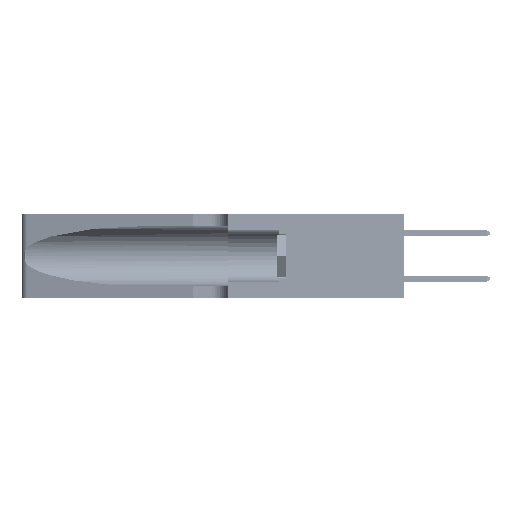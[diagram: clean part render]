
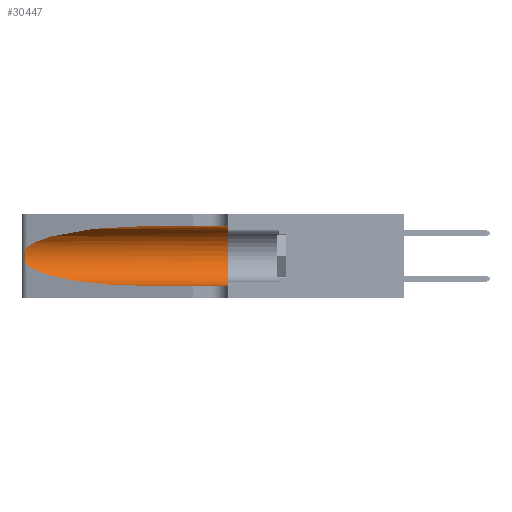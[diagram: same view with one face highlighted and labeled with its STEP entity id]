
A CAD part, left-side view. The second image highlights one B-rep face of the part: STEP entity #30447.
In plain terms, the highlighted cylindrical face has radius 3.308 mm (diameter 6.617 mm), a partial arc.
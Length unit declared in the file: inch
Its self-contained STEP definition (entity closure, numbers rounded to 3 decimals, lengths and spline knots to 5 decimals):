
#96 = VERTEX_POINT ( 'NONE', #47767 ) ;
#2038 = CARTESIAN_POINT ( 'NONE',  ( 0.1305, 0.35, 0.31525 ) ) ;
#2789 = VERTEX_POINT ( 'NONE', #49739 ) ;
#3745 = CARTESIAN_POINT ( 'NONE',  ( 0.1305, 1.61858, 0.05475 ) ) ;
#4629 = DIRECTION ( 'NONE',  ( 0., -1., 0. ) ) ;
#4975 = EDGE_CURVE ( 'NONE', #27910, #42360, #14667, .T. ) ;
#7958 = CARTESIAN_POINT ( 'NONE',  ( 0.25487, 1.22718, 0.14631 ) ) ;
#9205 = ORIENTED_EDGE ( 'NONE', *, *, #4975, .T. ) ;
#10349 = ORIENTED_EDGE ( 'NONE', *, *, #39917, .F. ) ;
#10398 = CARTESIAN_POINT ( 'NONE',  ( 0.26075, 1.23896, 0.19203 ) ) ;
#13246 = VERTEX_POINT ( 'NONE', #35972 ) ;
#13293 = ORIENTED_EDGE ( 'NONE', *, *, #26608, .T. ) ;
#14395 = CARTESIAN_POINT ( 'NONE',  ( 0.25854, 1.2359, 0.20912 ) ) ;
#14667 =( BOUNDED_CURVE ( )  B_SPLINE_CURVE ( 3, ( #51466, #35672, #31638, #43146 ),
 .UNSPECIFIED., .F., .T. ) 
 B_SPLINE_CURVE_WITH_KNOTS ( ( 4, 4 ),
 ( 1.5708, 2.84003 ),
 .UNSPECIFIED. ) 
 CURVE ( )  GEOMETRIC_REPRESENTATION_ITEM ( )  RATIONAL_B_SPLINE_CURVE ( ( 1., 0.87, 0.87, 1. ) ) 
 REPRESENTATION_ITEM ( '' )  );
#15974 = CARTESIAN_POINT ( 'NONE',  ( 0.25487, 1.22718, 0.14631 ) ) ;
#17233 = VERTEX_POINT ( 'NONE', #2038 ) ;
#17485 = LINE ( 'NONE', #48638, #43060 ) ;
#19097 = CARTESIAN_POINT ( 'NONE',  ( 0.26018, 1.23835, 0.19895 ) ) ;
#19265 = CYLINDRICAL_SURFACE ( 'NONE', #47171, 0.13025 ) ;
#19648 = ORIENTED_EDGE ( 'NONE', *, *, #41816, .T. ) ;
#21481 = CIRCLE ( 'NONE', #36737, 0.13025 ) ;
#21770 = DIRECTION ( 'NONE',  ( 0., 1., 0. ) ) ;
#22506 = EDGE_LOOP ( 'NONE', ( #9205, #13293, #31115, #19648, #10349, #42243 ) ) ;
#22809 = CARTESIAN_POINT ( 'NONE',  ( 0.25487, 1.22718, 0.22369 ) ) ;
#22911 = CARTESIAN_POINT ( 'NONE',  ( 0.1305, 1.61858, 0.185 ) ) ;
#23602 = DIRECTION ( 'NONE',  ( 0., 0., -1. ) ) ;
#26608 = EDGE_CURVE ( 'NONE', #42360, #13246, #33205, .T. ) ;
#26807 = CARTESIAN_POINT ( 'NONE',  ( 0.25639, 1.23184, 0.21858 ) ) ;
#27146 = CARTESIAN_POINT ( 'NONE',  ( 0.25555, 1.22993, 0.14849 ) ) ;
#27862 = CARTESIAN_POINT ( 'NONE',  ( 0.1305, 0.72297, 0.05475 ) ) ;
#27910 = VERTEX_POINT ( 'NONE', #32322 ) ;
#29378 =( BOUNDED_CURVE ( )  B_SPLINE_CURVE ( 3, ( #15974, #39703, #39363, #27862 ),
 .UNSPECIFIED., .F., .F. ) 
 B_SPLINE_CURVE_WITH_KNOTS ( ( 4, 4 ),
 ( 3.44316, 4.71239 ),
 .UNSPECIFIED. ) 
 CURVE ( )  GEOMETRIC_REPRESENTATION_ITEM ( )  RATIONAL_B_SPLINE_CURVE ( ( 1., 0.87, 0.87, 1. ) ) 
 REPRESENTATION_ITEM ( '' )  );
#29878 = FACE_OUTER_BOUND ( 'NONE', #22506, .T. ) ;
#30447 = ADVANCED_FACE ( 'NONE', ( #29878 ), #19265, .F. ) ;
#31115 = ORIENTED_EDGE ( 'NONE', *, *, #51072, .T. ) ;
#31298 = VECTOR ( 'NONE', #31583, 39.37008 ) ;
#31475 = CARTESIAN_POINT ( 'NONE',  ( 0.25789, 1.23486, 0.15765 ) ) ;
#31583 = DIRECTION ( 'NONE',  ( 0., -1., 0. ) ) ;
#31638 = CARTESIAN_POINT ( 'NONE',  ( 0.2373, 1.15595, 0.28018 ) ) ;
#32322 = CARTESIAN_POINT ( 'NONE',  ( 0.1305, 0.72297, 0.31525 ) ) ;
#33205 = B_SPLINE_CURVE_WITH_KNOTS ( 'NONE', 3,
 ( #22809, #50618, #26807, #42329, #14395, #19097, #10398, #46793, #50797, #35866, #31475, #50962, #27146, #7958 ),
 .UNSPECIFIED., .F., .F.,
 ( 4, 2, 2, 2, 2, 2, 4 ),
 ( 0., 0.00027, 0.00053, 0.00107, 0.0016, 0.00187, 0.00214 ),
 .UNSPECIFIED. ) ;
#33286 = CARTESIAN_POINT ( 'NONE',  ( 0.1305, 0.35, 0.185 ) ) ;
#35672 = CARTESIAN_POINT ( 'NONE',  ( 0.18966, 0.96281, 0.31525 ) ) ;
#35866 = CARTESIAN_POINT ( 'NONE',  ( 0.25856, 1.23593, 0.16098 ) ) ;
#35972 = CARTESIAN_POINT ( 'NONE',  ( 0.25487, 1.22718, 0.14631 ) ) ;
#36737 = AXIS2_PLACEMENT_3D ( 'NONE', #33286, #21770, #49272 ) ;
#39058 = CARTESIAN_POINT ( 'NONE',  ( 0.25487, 1.22718, 0.22369 ) ) ;
#39363 = CARTESIAN_POINT ( 'NONE',  ( 0.18966, 0.96281, 0.05475 ) ) ;
#39703 = CARTESIAN_POINT ( 'NONE',  ( 0.2373, 1.15595, 0.08982 ) ) ;
#39917 = EDGE_CURVE ( 'NONE', #17233, #2789, #21481, .T. ) ;
#41816 = EDGE_CURVE ( 'NONE', #96, #2789, #41918, .T. ) ;
#41918 = LINE ( 'NONE', #3745, #31298 ) ;
#42243 = ORIENTED_EDGE ( 'NONE', *, *, #49958, .F. ) ;
#42329 = CARTESIAN_POINT ( 'NONE',  ( 0.25787, 1.23484, 0.2124 ) ) ;
#42360 = VERTEX_POINT ( 'NONE', #39058 ) ;
#43060 = VECTOR ( 'NONE', #4629, 39.37008 ) ;
#43146 = CARTESIAN_POINT ( 'NONE',  ( 0.25487, 1.22718, 0.22369 ) ) ;
#46793 = CARTESIAN_POINT ( 'NONE',  ( 0.26075, 1.23896, 0.178 ) ) ;
#47171 = AXIS2_PLACEMENT_3D ( 'NONE', #22911, #47419, #23602 ) ;
#47419 = DIRECTION ( 'NONE',  ( 0., -1., 0. ) ) ;
#47767 = CARTESIAN_POINT ( 'NONE',  ( 0.1305, 0.72297, 0.05475 ) ) ;
#48638 = CARTESIAN_POINT ( 'NONE',  ( 0.1305, 1.61858, 0.31525 ) ) ;
#49272 = DIRECTION ( 'NONE',  ( 0., 0., 1. ) ) ;
#49739 = CARTESIAN_POINT ( 'NONE',  ( 0.1305, 0.35, 0.05475 ) ) ;
#49958 = EDGE_CURVE ( 'NONE', #27910, #17233, #17485, .T. ) ;
#50618 = CARTESIAN_POINT ( 'NONE',  ( 0.25555, 1.22994, 0.2215 ) ) ;
#50797 = CARTESIAN_POINT ( 'NONE',  ( 0.26017, 1.23833, 0.17102 ) ) ;
#50962 = CARTESIAN_POINT ( 'NONE',  ( 0.25639, 1.23186, 0.15144 ) ) ;
#51072 = EDGE_CURVE ( 'NONE', #13246, #96, #29378, .T. ) ;
#51466 = CARTESIAN_POINT ( 'NONE',  ( 0.1305, 0.72297, 0.31525 ) ) ;
